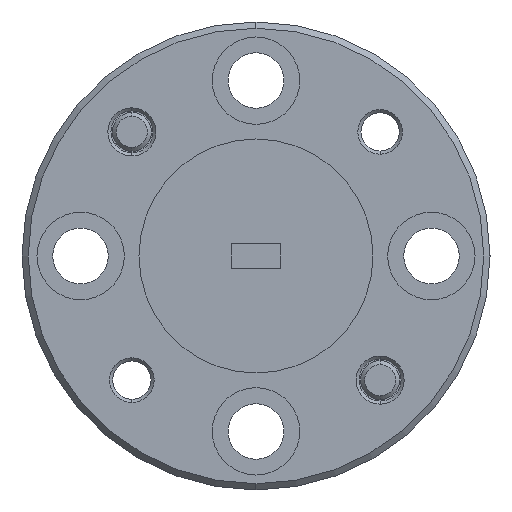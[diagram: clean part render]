
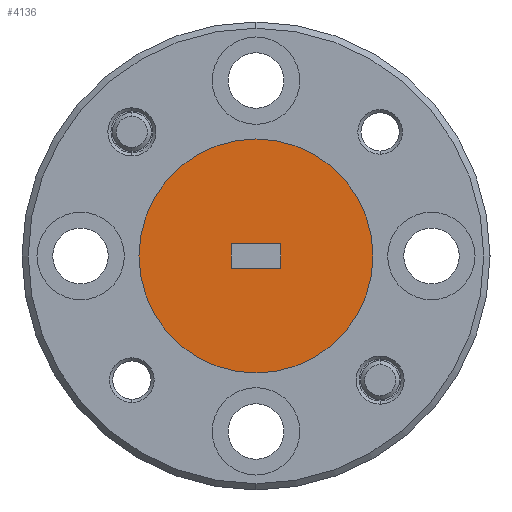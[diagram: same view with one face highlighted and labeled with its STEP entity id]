
A CAD part, left-side view. The second image highlights one B-rep face of the part: STEP entity #4136.
In plain terms, the highlighted planar face has unit normal (-1, 0, 0).
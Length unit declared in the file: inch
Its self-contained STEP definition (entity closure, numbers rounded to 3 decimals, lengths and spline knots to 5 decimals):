
#35 = VECTOR ( 'NONE', #2245, 39.37008 ) ;
#576 = ORIENTED_EDGE ( 'NONE', *, *, #5993, .F. ) ;
#829 = LINE ( 'NONE', #2877, #2849 ) ;
#970 = ORIENTED_EDGE ( 'NONE', *, *, #1106, .F. ) ;
#1106 = EDGE_CURVE ( 'NONE', #3295, #4227, #3653, .T. ) ;
#1137 = EDGE_LOOP ( 'NONE', ( #1294, #576, #1905, #970 ) ) ;
#1294 = ORIENTED_EDGE ( 'NONE', *, *, #3948, .F. ) ;
#1365 = CARTESIAN_POINT ( 'NONE',  ( -1.74867, 0.57725, 0.1936 ) ) ;
#1437 = CIRCLE ( 'NONE', #4191, 0.1875 ) ;
#1605 = DIRECTION ( 'NONE',  ( 0., 0., 1. ) ) ;
#1691 = CIRCLE ( 'NONE', #3257, 0.1875 ) ;
#1905 = ORIENTED_EDGE ( 'NONE', *, *, #4602, .F. ) ;
#2099 = CARTESIAN_POINT ( 'NONE',  ( -1.74867, 0.61725, 0.1736 ) ) ;
#2245 = DIRECTION ( 'NONE',  ( 0., 0., -1. ) ) ;
#2246 = DIRECTION ( 'NONE',  ( -1., 0., 0. ) ) ;
#2631 = DIRECTION ( 'NONE',  ( 0., 0., 1. ) ) ;
#2682 = FACE_OUTER_BOUND ( 'NONE', #4176, .T. ) ;
#2684 = VECTOR ( 'NONE', #6050, 39.37008 ) ;
#2805 = EDGE_CURVE ( 'NONE', #3645, #6665, #1437, .T. ) ;
#2833 = DIRECTION ( 'NONE',  ( 0., -1., 0. ) ) ;
#2849 = VECTOR ( 'NONE', #2833, 39.37008 ) ;
#2877 = CARTESIAN_POINT ( 'NONE',  ( -1.74867, 0.57725, 0.1536 ) ) ;
#2996 = VECTOR ( 'NONE', #1605, 39.37008 ) ;
#3159 = CARTESIAN_POINT ( 'NONE',  ( -1.74867, 0.65725, 0.1936 ) ) ;
#3257 = AXIS2_PLACEMENT_3D ( 'NONE', #4938, #2246, #4872 ) ;
#3276 = CARTESIAN_POINT ( 'NONE',  ( -1.74867, 0.61725, 0.3611 ) ) ;
#3295 = VERTEX_POINT ( 'NONE', #6611 ) ;
#3383 = PLANE ( 'NONE',  #6036 ) ;
#3463 = VERTEX_POINT ( 'NONE', #6084 ) ;
#3498 = CARTESIAN_POINT ( 'NONE',  ( -1.74867, 0.61725, -0.0139 ) ) ;
#3645 = VERTEX_POINT ( 'NONE', #3276 ) ;
#3653 = LINE ( 'NONE', #1365, #2684 ) ;
#3690 = CARTESIAN_POINT ( 'NONE',  ( -1.74867, 0.65725, 0.1536 ) ) ;
#3880 = CARTESIAN_POINT ( 'NONE',  ( -1.74867, 0.80475, 0.1736 ) ) ;
#3942 = VERTEX_POINT ( 'NONE', #3690 ) ;
#3948 = EDGE_CURVE ( 'NONE', #3463, #3295, #5351, .T. ) ;
#3989 = LINE ( 'NONE', #3159, #35 ) ;
#4136 = ADVANCED_FACE ( 'NONE', ( #4260, #2682 ), #3383, .F. ) ;
#4176 = EDGE_LOOP ( 'NONE', ( #5195, #5253 ) ) ;
#4191 = AXIS2_PLACEMENT_3D ( 'NONE', #2099, #5796, #2631 ) ;
#4227 = VERTEX_POINT ( 'NONE', #5566 ) ;
#4260 = FACE_BOUND ( 'NONE', #1137, .T. ) ;
#4602 = EDGE_CURVE ( 'NONE', #4227, #3942, #3989, .T. ) ;
#4787 = CARTESIAN_POINT ( 'NONE',  ( -1.74867, 0.57725, 0.1936 ) ) ;
#4872 = DIRECTION ( 'NONE',  ( 0., 0., 1. ) ) ;
#4938 = CARTESIAN_POINT ( 'NONE',  ( -1.74867, 0.61725, 0.1736 ) ) ;
#5195 = ORIENTED_EDGE ( 'NONE', *, *, #2805, .T. ) ;
#5253 = ORIENTED_EDGE ( 'NONE', *, *, #6441, .T. ) ;
#5351 = LINE ( 'NONE', #4787, #2996 ) ;
#5566 = CARTESIAN_POINT ( 'NONE',  ( -1.74867, 0.65725, 0.1936 ) ) ;
#5796 = DIRECTION ( 'NONE',  ( -1., 0., 0. ) ) ;
#5993 = EDGE_CURVE ( 'NONE', #3942, #3463, #829, .T. ) ;
#6029 = DIRECTION ( 'NONE',  ( 1., 0., 0. ) ) ;
#6036 = AXIS2_PLACEMENT_3D ( 'NONE', #3880, #6029, #6069 ) ;
#6050 = DIRECTION ( 'NONE',  ( 0., 1., 0. ) ) ;
#6069 = DIRECTION ( 'NONE',  ( 0., 0., 1. ) ) ;
#6084 = CARTESIAN_POINT ( 'NONE',  ( -1.74867, 0.57725, 0.1536 ) ) ;
#6441 = EDGE_CURVE ( 'NONE', #6665, #3645, #1691, .T. ) ;
#6611 = CARTESIAN_POINT ( 'NONE',  ( -1.74867, 0.57725, 0.1936 ) ) ;
#6665 = VERTEX_POINT ( 'NONE', #3498 ) ;
